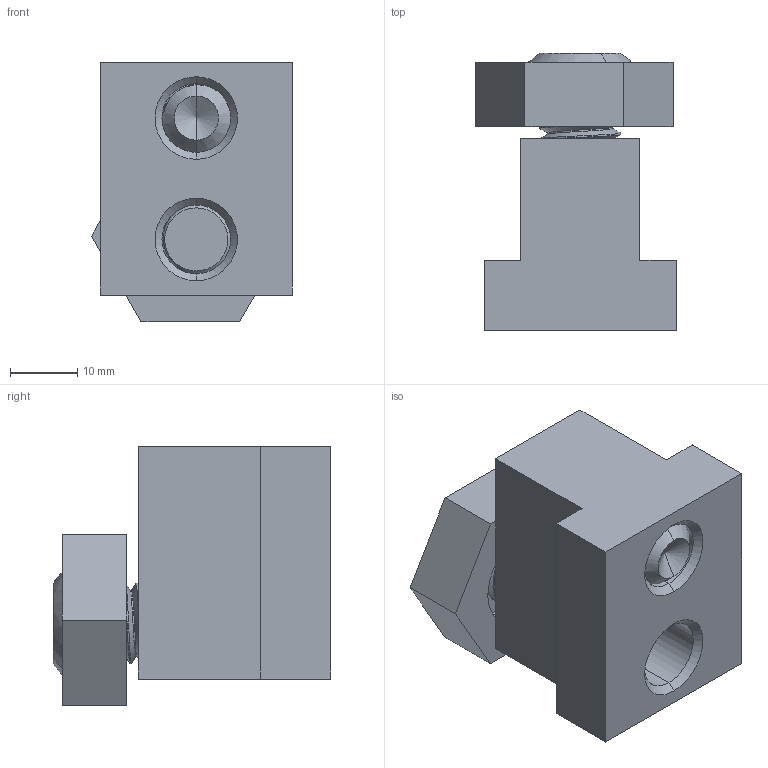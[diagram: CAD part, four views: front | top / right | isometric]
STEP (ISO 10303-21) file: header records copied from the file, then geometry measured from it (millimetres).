
FILE_DESCRIPTION (( 'STEP AP214' ), '1' );
FILE_NAME ('50432.STEP', '2020-10-08T13:58:43', ( 'Mike W' ), ( '' ), 'SwSTEP 2.0', 'SolidWorks 2018', '' );
FILE_SCHEMA (( 'AUTOMOTIVE_DESIGN' ));
Length unit declared in the file: inch
Products named in the file (7): 50432; (TSN) T-Nut Assemblies (English& Metric Configured)_50718; 10590_10590; 50371_50371; 50212; TSN-Nut Bodies (Std Configured)_507181; M1225MM SHSS_M1225MM SSS
Assembly tree (6 placements, depth 3):
  50432
    (TSN) T-Nut Assemblies (English& Metric Configured)_50718
      TSN-Nut Bodies (Std Configured)_507181
      M1225MM SHSS_M1225MM SSS
    50212
      10590_10590
      50371_50371
Bounding box: 29.83 x 41.22 x 38.48 mm (x, y, z)
Volume: 25387.7 mm3; surface area: 12599.5 mm2
Topology: 4 solids, 4 shells, 179 faces, 461 edges, 290 vertices
Faces by surface type: cylinder 94, plane 42, cone 36, bspline 5, sphere 2
Entity records: 10887 total; most frequent: CARTESIAN_POINT 6771, ORIENTED_EDGE 914, DIRECTION 689, EDGE_CURVE 457, VERTEX_POINT 290, AXIS2_PLACEMENT_3D 251, EDGE_LOOP 189, VECTOR 187
